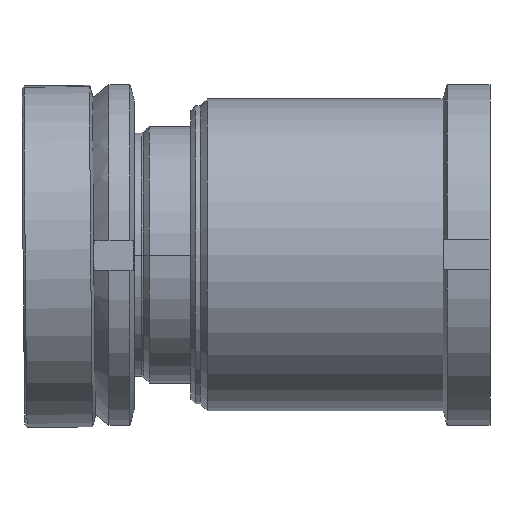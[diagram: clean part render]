
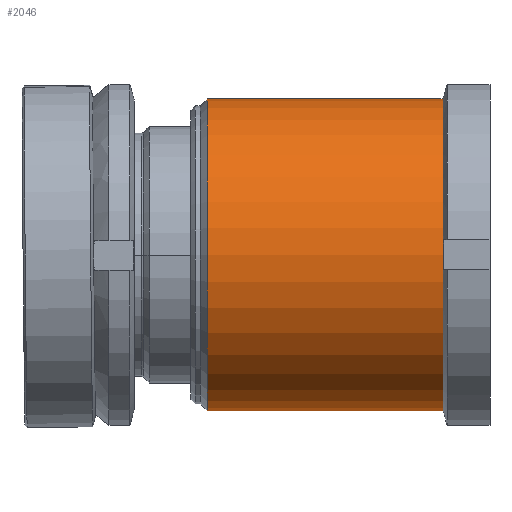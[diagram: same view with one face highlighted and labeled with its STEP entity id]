
A CAD part, left-side view. The second image highlights one B-rep face of the part: STEP entity #2046.
In plain terms, the highlighted cylindrical face has radius 36.5 mm (diameter 73 mm), a partial arc.
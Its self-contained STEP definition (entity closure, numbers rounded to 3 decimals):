
#26 = AXIS2_PLACEMENT_3D ( 'NONE', #2025, #740, #2284 ) ;
#106 = CARTESIAN_POINT ( 'NONE',  ( 0., 10.447, 0. ) ) ;
#138 = DIRECTION ( 'NONE',  ( 0., 0., 1. ) ) ;
#169 = EDGE_LOOP ( 'NONE', ( #2938, #2096, #2101, #2094 ) ) ;
#371 = DIRECTION ( 'NONE',  ( 0., 1., 0. ) ) ;
#382 = CARTESIAN_POINT ( 'NONE',  ( 0., -3.8, -36.5 ) ) ;
#593 = DIRECTION ( 'NONE',  ( 0., 1., 0. ) ) ;
#664 = VECTOR ( 'NONE', #593, 1000. ) ;
#717 = AXIS2_PLACEMENT_3D ( 'NONE', #1109, #2376, #1358 ) ;
#740 = DIRECTION ( 'NONE',  ( 0., 1., 0. ) ) ;
#873 = DIRECTION ( 'NONE',  ( 0., 1., 0. ) ) ;
#881 = VERTEX_POINT ( 'NONE', #2541 ) ;
#917 = CARTESIAN_POINT ( 'NONE',  ( 0., -59., 36.5 ) ) ;
#1109 = CARTESIAN_POINT ( 'NONE',  ( 0., -3.8, 0. ) ) ;
#1135 = CIRCLE ( 'NONE', #26, 36.5 ) ;
#1141 = EDGE_CURVE ( 'NONE', #1850, #1657, #1397, .T. ) ;
#1187 = VERTEX_POINT ( 'NONE', #382 ) ;
#1358 = DIRECTION ( 'NONE',  ( 0., 0., 1. ) ) ;
#1397 = LINE ( 'NONE', #3198, #1998 ) ;
#1657 = VERTEX_POINT ( 'NONE', #2111 ) ;
#1705 = EDGE_CURVE ( 'NONE', #1187, #1657, #3045, .T. ) ;
#1850 = VERTEX_POINT ( 'NONE', #917 ) ;
#1998 = VECTOR ( 'NONE', #371, 1000. ) ;
#2025 = CARTESIAN_POINT ( 'NONE',  ( 0., -59., 0. ) ) ;
#2046 = ADVANCED_FACE ( 'NONE', ( #2310 ), #2916, .T. ) ;
#2094 = ORIENTED_EDGE ( 'NONE', *, *, #1705, .F. ) ;
#2096 = ORIENTED_EDGE ( 'NONE', *, *, #2712, .T. ) ;
#2101 = ORIENTED_EDGE ( 'NONE', *, *, #1141, .T. ) ;
#2111 = CARTESIAN_POINT ( 'NONE',  ( 0., -3.8, 36.5 ) ) ;
#2144 = CARTESIAN_POINT ( 'NONE',  ( 0., 10.447, -36.5 ) ) ;
#2284 = DIRECTION ( 'NONE',  ( 0., 0., 1. ) ) ;
#2310 = FACE_OUTER_BOUND ( 'NONE', #169, .T. ) ;
#2376 = DIRECTION ( 'NONE',  ( 0., 1., 0. ) ) ;
#2514 = EDGE_CURVE ( 'NONE', #881, #1187, #3241, .T. ) ;
#2541 = CARTESIAN_POINT ( 'NONE',  ( 0., -59., -36.5 ) ) ;
#2712 = EDGE_CURVE ( 'NONE', #881, #1850, #1135, .T. ) ;
#2779 = AXIS2_PLACEMENT_3D ( 'NONE', #106, #873, #138 ) ;
#2916 = CYLINDRICAL_SURFACE ( 'NONE', #2779, 36.5 ) ;
#2938 = ORIENTED_EDGE ( 'NONE', *, *, #2514, .F. ) ;
#3045 = CIRCLE ( 'NONE', #717, 36.5 ) ;
#3198 = CARTESIAN_POINT ( 'NONE',  ( 0., 10.447, 36.5 ) ) ;
#3241 = LINE ( 'NONE', #2144, #664 ) ;
